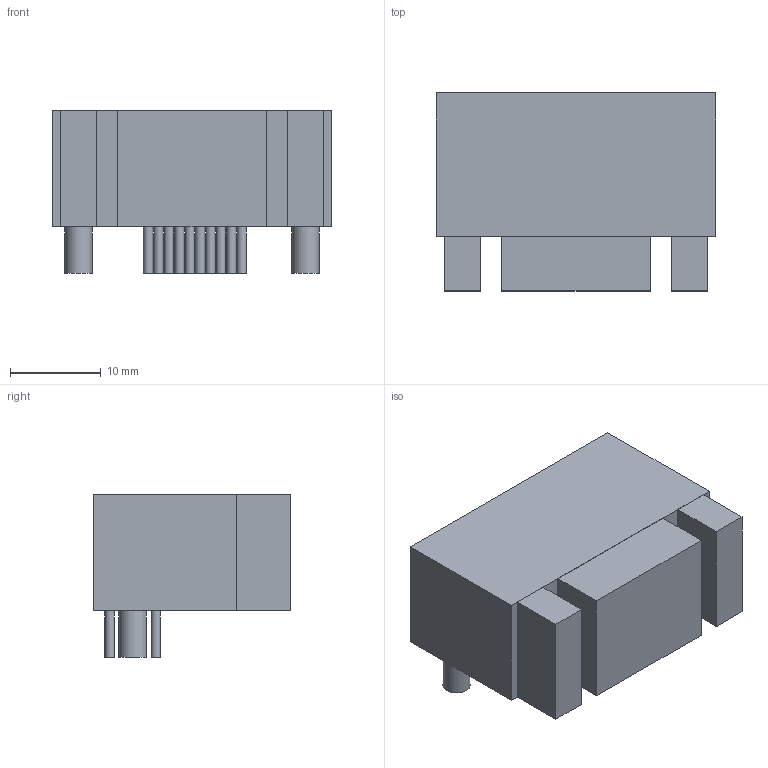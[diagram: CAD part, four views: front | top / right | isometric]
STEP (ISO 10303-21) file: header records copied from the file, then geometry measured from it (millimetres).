
FILE_DESCRIPTION(('FreeCAD Model'),'2;1');
FILE_NAME('2308177.1.4.stp','2020-06-26T10:17:46',( 'Author'),(''),'Open CASCADE STEP processor 6.9','FreeCAD','Unknown' );
FILE_SCHEMA(('AUTOMOTIVE_DESIGN { 1 0 10303 214 1 1 1 1 }'));
Length unit declared in the file: millimetre
Products named in the file (3): ASSEMBLY; Body; Leads
Assembly tree (18 placements, depth 2):
  ASSEMBLY
    Body
    Leads  x17
Bounding box: 30.8 x 21.8 x 17.9 mm (x, y, z)
Volume: 10452.6 mm3; surface area: 10365.1 mm2
Topology: 293 solids, 293 shells, 891 faces, 915 edges, 610 vertices
Faces by surface type: plane 602, cylinder 289
Full cylindrical faces by diameter (mm): 1.04 x255, 3.03 x34
Entity records: 3161 total; most frequent: DIRECTION 519, CARTESIAN_POINT 457, LINE 229, VECTOR 229, ORIENTED_EDGE 198, PCURVE 198, DEFINITIONAL_REPRESENTATION 198, AXIS2_PLACEMENT_3D 128
